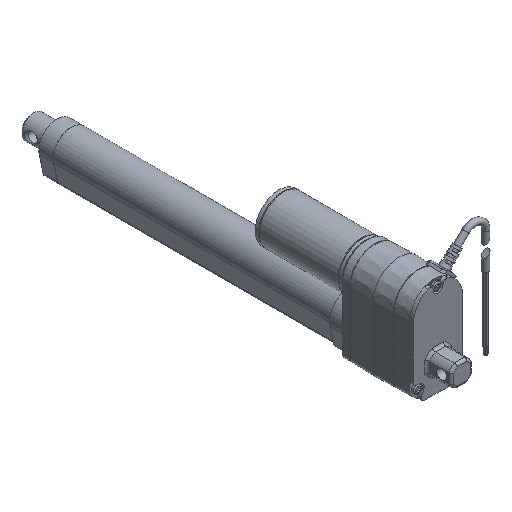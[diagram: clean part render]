
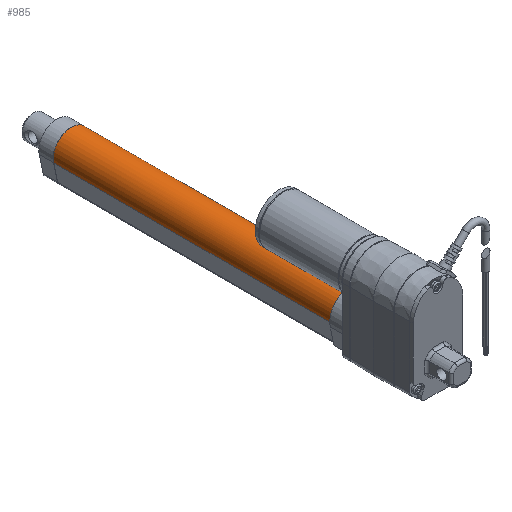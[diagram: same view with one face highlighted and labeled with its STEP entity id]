
A CAD part, isometric view. The second image highlights one B-rep face of the part: STEP entity #985.
In plain terms, the highlighted cylindrical face has radius 15.25 mm (diameter 30.5 mm), a partial arc.
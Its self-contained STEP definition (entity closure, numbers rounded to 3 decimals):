
#985 = ADVANCED_FACE( '', ( #2038 ), #2039, .T. );
#2038 = FACE_OUTER_BOUND( '', #3122, .T. );
#2039 = CYLINDRICAL_SURFACE( '', #3123, 15.25 );
#3122 = EDGE_LOOP( '', ( #5622, #5623, #5624, #5625, #5626, #5627, #5628, #5629 ) );
#3123 = AXIS2_PLACEMENT_3D( '', #5630, #5631, #5632 );
#5622 = ORIENTED_EDGE( '', *, *, #6509, .T. );
#5623 = ORIENTED_EDGE( '', *, *, #6973, .F. );
#5624 = ORIENTED_EDGE( '', *, *, #6988, .T. );
#5625 = ORIENTED_EDGE( '', *, *, #6744, .F. );
#5626 = ORIENTED_EDGE( '', *, *, #6904, .F. );
#5627 = ORIENTED_EDGE( '', *, *, #6994, .T. );
#5628 = ORIENTED_EDGE( '', *, *, #6244, .T. );
#5629 = ORIENTED_EDGE( '', *, *, #7007, .T. );
#5630 = CARTESIAN_POINT( '', ( 0., 333., 0. ) );
#5631 = DIRECTION( '', ( 0., 1., 0. ) );
#5632 = DIRECTION( '', ( 0., 0., -1. ) );
#6244 = EDGE_CURVE( '', #7454, #7457, #7459, .T. );
#6509 = EDGE_CURVE( '', #7883, #7881, #7884, .T. );
#6744 = EDGE_CURVE( '', #8227, #8221, #8229, .T. );
#6904 = EDGE_CURVE( '', #8426, #8227, #8428, .T. );
#6973 = EDGE_CURVE( '', #8502, #7881, #8504, .T. );
#6988 = EDGE_CURVE( '', #8502, #8221, #8522, .T. );
#6994 = EDGE_CURVE( '', #8426, #7454, #8528, .T. );
#7007 = EDGE_CURVE( '', #7457, #7883, #8541, .T. );
#7454 = VERTEX_POINT( '', #9180 );
#7457 = VERTEX_POINT( '', #9185 );
#7459 = CIRCLE( '', #9188, 15.25 );
#7881 = VERTEX_POINT( '', #9980 );
#7883 = VERTEX_POINT( '', #9983 );
#7884 = CIRCLE( '', #9984, 15.25 );
#8221 = VERTEX_POINT( '', #10525 );
#8227 = VERTEX_POINT( '', #10534 );
#8229 = LINE( '', #10537, #10538 );
#8426 = VERTEX_POINT( '', #10859 );
#8428 = CIRCLE( '', #10862, 15.25 );
#8502 = VERTEX_POINT( '', #11030 );
#8504 = LINE( '', #11033, #11034 );
#8522 = CIRCLE( '', #11055, 15.25 );
#8528 = LINE( '', #11063, #11064 );
#8541 = LINE( '', #11118, #11119 );
#9180 = CARTESIAN_POINT( '', ( -14.917, 85.25, -3.169 ) );
#9185 = CARTESIAN_POINT( '', ( -5.3, 85.25, 14.299 ) );
#9188 = AXIS2_PLACEMENT_3D( '', #11461, #11462, #11463 );
#9980 = CARTESIAN_POINT( '', ( 5.3, 71.5, 14.299 ) );
#9983 = CARTESIAN_POINT( '', ( -5.3, 71.5, 14.299 ) );
#9984 = AXIS2_PLACEMENT_3D( '', #11797, #11798, #11799 );
#10525 = CARTESIAN_POINT( '', ( 14.917, 85.25, -3.169 ) );
#10534 = CARTESIAN_POINT( '', ( 14.917, 320.9, -3.169 ) );
#10537 = CARTESIAN_POINT( '', ( 14.917, 333., -3.169 ) );
#10538 = VECTOR( '', #12054, 1000. );
#10859 = CARTESIAN_POINT( '', ( -14.917, 320.9, -3.169 ) );
#10862 = AXIS2_PLACEMENT_3D( '', #12196, #12197, #12198 );
#11030 = CARTESIAN_POINT( '', ( 5.3, 85.25, 14.299 ) );
#11033 = CARTESIAN_POINT( '', ( 5.3, 85.25, 14.299 ) );
#11034 = VECTOR( '', #12256, 1000. );
#11055 = AXIS2_PLACEMENT_3D( '', #12269, #12270, #12271 );
#11063 = CARTESIAN_POINT( '', ( -14.917, 333., -3.169 ) );
#11064 = VECTOR( '', #12274, 1000. );
#11118 = CARTESIAN_POINT( '', ( -5.3, 85.25, 14.299 ) );
#11119 = VECTOR( '', #12277, 1000. );
#11461 = CARTESIAN_POINT( '', ( 0., 85.25, 0. ) );
#11462 = DIRECTION( '', ( 0., 1., 0. ) );
#11463 = DIRECTION( '', ( 1., 0., 0. ) );
#11797 = CARTESIAN_POINT( '', ( 0., 71.5, 0. ) );
#11798 = DIRECTION( '', ( 0., 1., 0. ) );
#11799 = DIRECTION( '', ( 0., 0., -1. ) );
#12054 = DIRECTION( '', ( 0., -1., 0. ) );
#12196 = CARTESIAN_POINT( '', ( 0., 320.9, 0. ) );
#12197 = DIRECTION( '', ( 0., 1., 0. ) );
#12198 = DIRECTION( '', ( 0., 0., -1. ) );
#12256 = DIRECTION( '', ( 0., -1., 0. ) );
#12269 = CARTESIAN_POINT( '', ( 0., 85.25, 0. ) );
#12270 = DIRECTION( '', ( 0., 1., 0. ) );
#12271 = DIRECTION( '', ( -1., 0., 0. ) );
#12274 = DIRECTION( '', ( 0., -1., 0. ) );
#12277 = DIRECTION( '', ( 0., -1., 0. ) );
